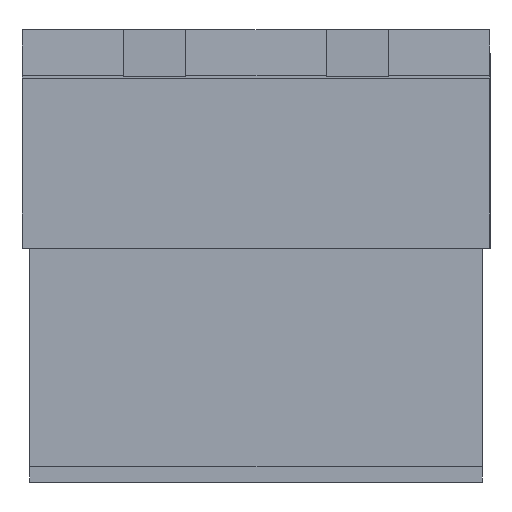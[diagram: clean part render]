
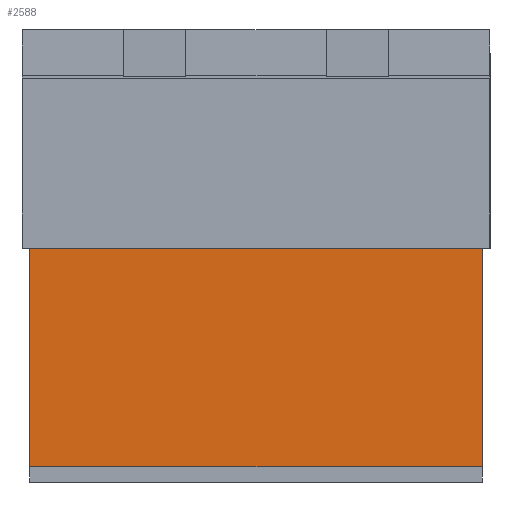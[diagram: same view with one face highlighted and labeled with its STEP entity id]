
A CAD part, left-side view. The second image highlights one B-rep face of the part: STEP entity #2588.
In plain terms, the highlighted planar face has unit normal (-1, 0, 0).
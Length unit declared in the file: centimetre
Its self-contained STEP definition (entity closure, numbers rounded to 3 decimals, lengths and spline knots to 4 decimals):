
#454=FACE_OUTER_BOUND($,#698,.T.);
#698=EDGE_LOOP($,(#2134,#2135,#2136,#2137));
#836=LINE($,#5141,#1028);
#841=LINE($,#5152,#1033);
#842=LINE($,#5153,#1034);
#843=LINE($,#5154,#1035);
#1028=VECTOR($,#3583,0.29);
#1033=VECTOR($,#3592,0.29);
#1034=VECTOR($,#3593,0.14);
#1035=VECTOR($,#3594,0.14);
#1284=VERTEX_POINT($,#5138);
#1285=VERTEX_POINT($,#5140);
#1288=VERTEX_POINT($,#5150);
#1289=VERTEX_POINT($,#5151);
#1576=EDGE_CURVE($,#1284,#1285,#836,.F.);
#1581=EDGE_CURVE($,#1288,#1289,#841,.T.);
#1582=EDGE_CURVE($,#1288,#1285,#842,.F.);
#1583=EDGE_CURVE($,#1289,#1284,#843,.T.);
#2134=ORIENTED_EDGE($,*,*,#1581,.F.);
#2135=ORIENTED_EDGE($,*,*,#1582,.T.);
#2136=ORIENTED_EDGE($,*,*,#1576,.F.);
#2137=ORIENTED_EDGE($,*,*,#1583,.F.);
#2392=PLANE($,#2933);
#2588=ADVANCED_FACE($,(#454),#2392,.F.);
#2933=AXIS2_PLACEMENT_3D($,#5149,#3590,#3591);
#3583=DIRECTION($,(0.,-1.,0.));
#3590=DIRECTION('center_axis',(1.,0.,0.));
#3591=DIRECTION('ref_axis',(0.,0.,-1.));
#3592=DIRECTION($,(0.,-1.,0.));
#3593=DIRECTION($,(0.,0.,1.));
#3594=DIRECTION($,(0.,0.,-1.));
#5138=CARTESIAN_POINT('',(-0.22,-0.145,0.01));
#5140=CARTESIAN_POINT('',(-0.22,0.145,0.01));
#5141=CARTESIAN_POINT($,(-0.22,0.,0.01));
#5149=CARTESIAN_POINT('Origin',(-0.22,0.,0.155));
#5150=CARTESIAN_POINT('',(-0.22,0.145,0.15));
#5151=CARTESIAN_POINT('',(-0.22,-0.145,0.15));
#5152=CARTESIAN_POINT($,(-0.22,0.,0.15));
#5153=CARTESIAN_POINT($,(-0.22,0.145,0.155));
#5154=CARTESIAN_POINT($,(-0.22,-0.145,0.155));
